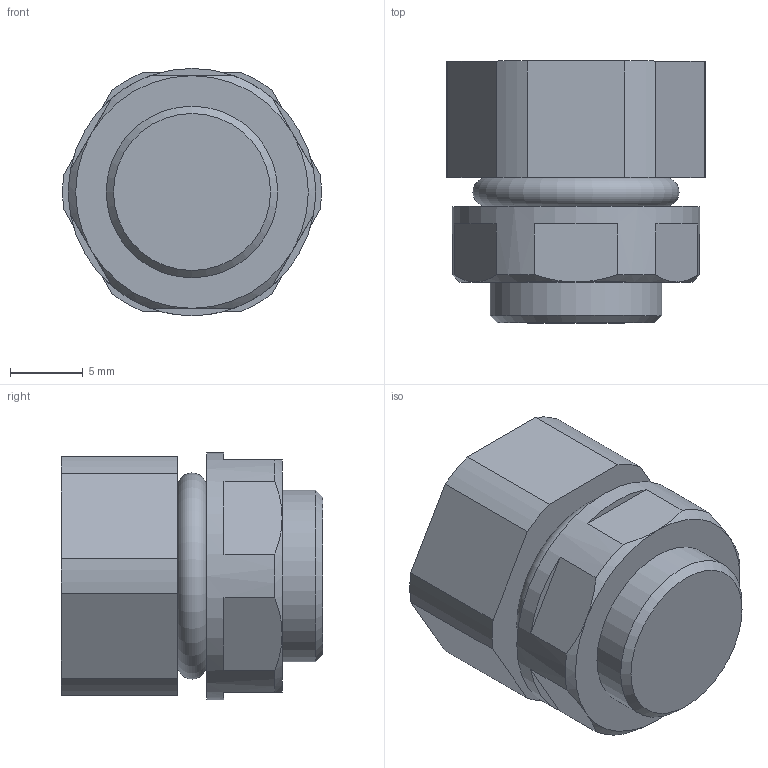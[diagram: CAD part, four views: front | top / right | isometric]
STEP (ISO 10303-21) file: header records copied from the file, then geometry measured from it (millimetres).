
FILE_DESCRIPTION(/* description */ (''),/* implementation_level */ '2;1');
FILE_NAME(/* name */ '',/* time_stamp */ '2024-02-22T13:37:47+07:00',/* author */ ('zeta-09'),/* organization */ (''),/* preprocessor_version */ 'ST-DEVELOPER v19.2',/* originating_system */ 'Autodesk Inventor 2024',/* authorisation */ '');
FILE_SCHEMA (('AUTOMOTIVE_DESIGN { 1 0 10303 214 3 1 1 }'));
Length unit declared in the file: millimetre
Products named in the file (1): Деталь13
Bounding box: 17.78 x 18 x 17 mm (x, y, z)
Volume: 3581 mm3; surface area: 1614.3 mm2
Topology: 1 solids, 1 shells, 39 faces, 96 edges, 62 vertices
Faces by surface type: plane 23, cylinder 8, cone 7, torus 1
Full cylindrical faces by diameter (mm): 11.804 x1, 17 x1
Entity records: 1248 total; most frequent: CARTESIAN_POINT 222, DIRECTION 203, ORIENTED_EDGE 192, EDGE_CURVE 96, AXIS2_PLACEMENT_3D 79, VERTEX_POINT 62, LINE 45, VECTOR 45
